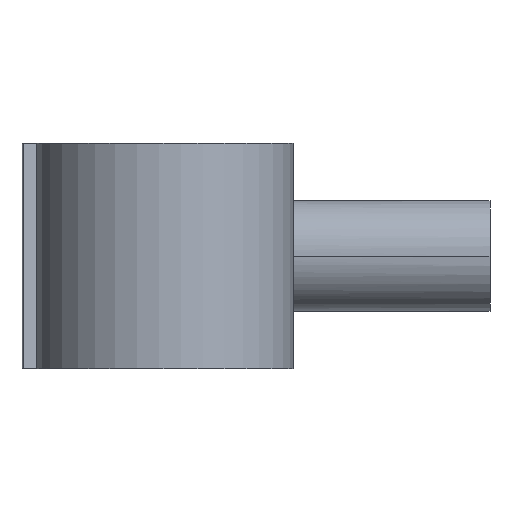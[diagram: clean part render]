
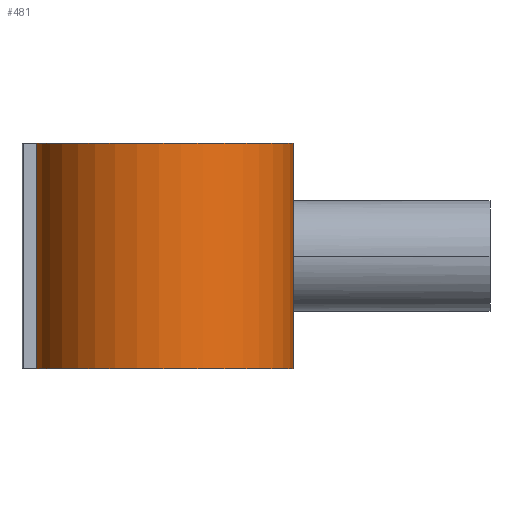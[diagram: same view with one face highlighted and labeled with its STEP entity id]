
A CAD part, front view. The second image highlights one B-rep face of the part: STEP entity #481.
In plain terms, the highlighted cylindrical face has radius 73.167 mm (diameter 146.333 mm), a partial arc.
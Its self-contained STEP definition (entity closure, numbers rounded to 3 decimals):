
#317 = VERTEX_POINT( '', #719 );
#417 = EDGE_CURVE( '', #509, #465, #829, .T. );
#447 = EDGE_CURVE( '', #317, #465, #863, .T. );
#465 = VERTEX_POINT( '', #881 );
#481 = ADVANCED_FACE( '', ( #897 ), #898, .T. );
#491 = VERTEX_POINT( '', #909 );
#493 = EDGE_CURVE( '', #491, #509, #911, .T. );
#509 = VERTEX_POINT( '', #927 );
#543 = EDGE_CURVE( '', #317, #491, #963, .T. );
#719 = CARTESIAN_POINT( '', ( -72.534, -9.6, 64. ) );
#829 = LINE( '', #1710, #1711 );
#863 = CIRCLE( '', #1753, 73.167 );
#881 = CARTESIAN_POINT( '', ( 72.534, 9.6, 64. ) );
#897 = FACE_OUTER_BOUND( '', #1952, .T. );
#898 = CYLINDRICAL_SURFACE( '', #1953, 73.167 );
#909 = CARTESIAN_POINT( '', ( -72.534, -9.6, -64. ) );
#911 = CIRCLE( '', #1971, 73.167 );
#927 = CARTESIAN_POINT( '', ( 72.534, 9.6, -64. ) );
#963 = LINE( '', #2033, #2034 );
#1710 = CARTESIAN_POINT( '', ( 72.534, 9.6, 64. ) );
#1711 = VECTOR( '', #2440, 1. );
#1753 = AXIS2_PLACEMENT_3D( '', #2480, #2481, #2482 );
#1952 = EDGE_LOOP( '', ( #2499, #2500, #2501, #2502 ) );
#1953 = AXIS2_PLACEMENT_3D( '', #2503, #2504, #2505 );
#1971 = AXIS2_PLACEMENT_3D( '', #2516, #2517, #2518 );
#2033 = CARTESIAN_POINT( '', ( -72.534, -9.6, 64. ) );
#2034 = VECTOR( '', #2546, 1. );
#2440 = DIRECTION( '', ( 0., 0., 1. ) );
#2480 = CARTESIAN_POINT( '', ( 0., 0., 64. ) );
#2481 = DIRECTION( '', ( 0., 0., 1. ) );
#2482 = DIRECTION( '', ( -0.991, -0.131, 0. ) );
#2499 = ORIENTED_EDGE( '', *, *, #417, .T. );
#2500 = ORIENTED_EDGE( '', *, *, #447, .F. );
#2501 = ORIENTED_EDGE( '', *, *, #543, .T. );
#2502 = ORIENTED_EDGE( '', *, *, #493, .T. );
#2503 = CARTESIAN_POINT( '', ( 0., 0., 64. ) );
#2504 = DIRECTION( '', ( 0., 0., 1. ) );
#2505 = DIRECTION( '', ( -0.991, -0.131, 0. ) );
#2516 = CARTESIAN_POINT( '', ( 0., 0., -64. ) );
#2517 = DIRECTION( '', ( 0., 0., 1. ) );
#2518 = DIRECTION( '', ( -0.991, -0.131, 0. ) );
#2546 = DIRECTION( '', ( 0., 0., -1. ) );
